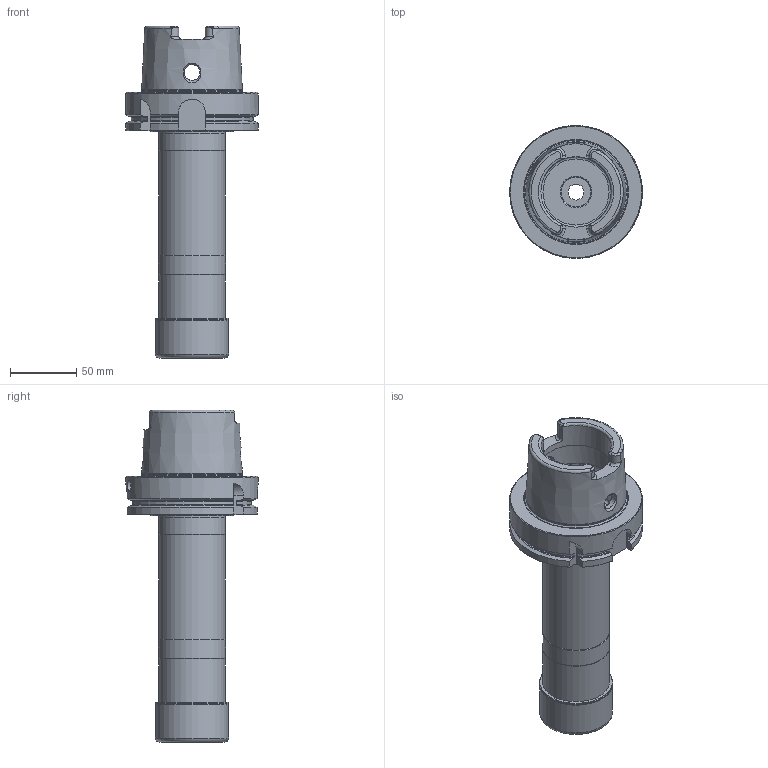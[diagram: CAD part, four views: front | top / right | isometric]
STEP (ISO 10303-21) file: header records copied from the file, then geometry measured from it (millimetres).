
FILE_DESCRIPTION(/* description */ (''),/* implementation_level */ '2;1');
FILE_NAME(/* name */ '550073290.stp',/* time_stamp */ '2021-01-08T12:25:28',/* author */ ('LRA'),/* organization */ ('REGO-FIX'),/* preprocessor_version */ ' Unknown',/* originating_system */ 'SIEMENS PLM Software Solid Edge ST10',/* authorization */ 'Unknown');
FILE_SCHEMA (('AUTOMOTIVE_DESIGN { 1 0 10303 214 2 1 1}'));
Length unit declared in the file: millimetre
Products named in the file (1): NOCUT
Bounding box: 100 x 100 x 250 mm (x, y, z)
Volume: 503402 mm3; surface area: 97262.6 mm2
Topology: 1 solids, 1 shells, 155 faces, 388 edges, 244 vertices
Faces by surface type: cylinder 44, plane 42, cone 38, torus 31
Full cylindrical faces by diameter (mm): 8.5 x1, 10 x1, 12 x3, 20 x1, 22.376 x1, 25 x1, 33 x1, 38.25 x1, 42 x1, 48.376 x1, 50 x2, 50.05 x1, 50.5 x2, 51 x1, 53 x2, 55 x1, 55.4 x1, 63 x1, 75.459 x1, 100 x1
Entity records: 5462 total; most frequent: CARTESIAN_POINT 1036, DIRECTION 720, ORIENTED_EDGE 592, AXIS2_PLACEMENT_3D 320, EDGE_CURVE 296, EDGE_LOOP 238, FACE_BOUND 238, VERTEX_POINT 220
